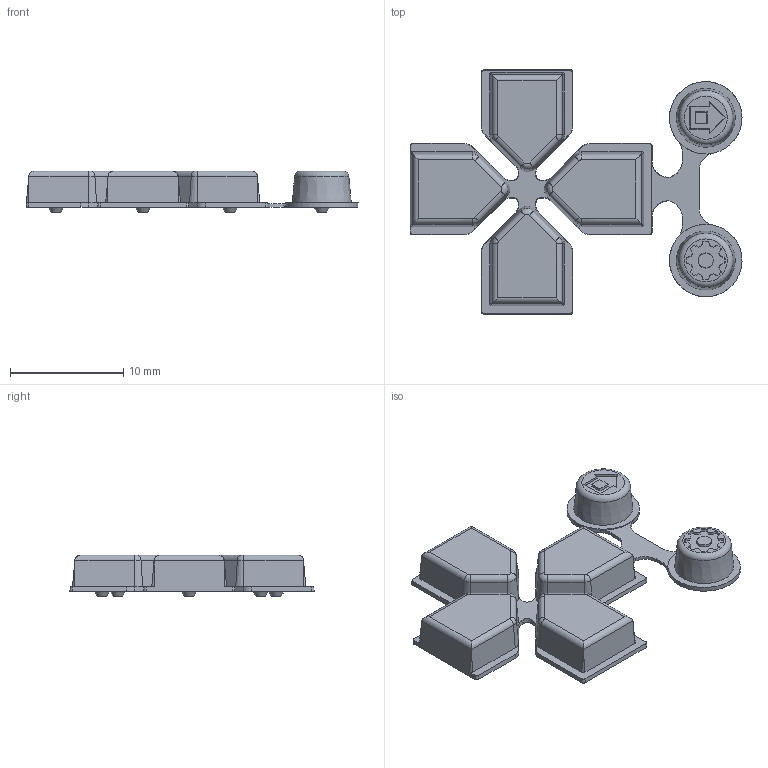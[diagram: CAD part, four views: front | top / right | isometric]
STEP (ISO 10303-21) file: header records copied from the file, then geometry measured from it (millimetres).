
FILE_DESCRIPTION(/* description */ ('STEP AP242','CAx-IF Rec.Pracs.---Representation and Presentation of Product Manufacturing Information (PMI)---4.0---2014-10-13','CAx-IF Rec.Pracs.---3D Tessellated Geometry---0.4---2014-09-14','2;1'),/* implementation_level */ '2;1');
FILE_NAME(/* name */ '679ac37751f1056de75b5725',/* time_stamp */ '2025-01-30T00:10:32Z',/* author */ (''),/* organization */ (''),/* preprocessor_version */ 'ST-DEVELOPER v20',/* originating_system */ 'ONSHAPE BY PTC INC, 1.192',/* authorisation */ ' ');
FILE_SCHEMA (('AP242_MANAGED_MODEL_BASED_3D_ENGINEERING_MIM_LF { 1 0 10303 442 1 1 4 }'));
Length unit declared in the file: metre
Products named in the file (1): Croix
Bounding box: 29.31 x 21.57 x 3.7 mm (x, y, z)
Volume: 554.7 mm3; surface area: 1344.1 mm2
Topology: 1 solids, 1 shells, 328 faces, 903 edges, 581 vertices
Faces by surface type: plane 187, cone 89, cylinder 38, torus 14
Full cylindrical faces by diameter (mm): 6.4 x2
Entity records: 10265 total; most frequent: CARTESIAN_POINT 1908, DIRECTION 1761, ORIENTED_EDGE 1742, EDGE_CURVE 871, AXIS2_PLACEMENT_3D 607, VERTEX_POINT 570, LINE 547, VECTOR 547
